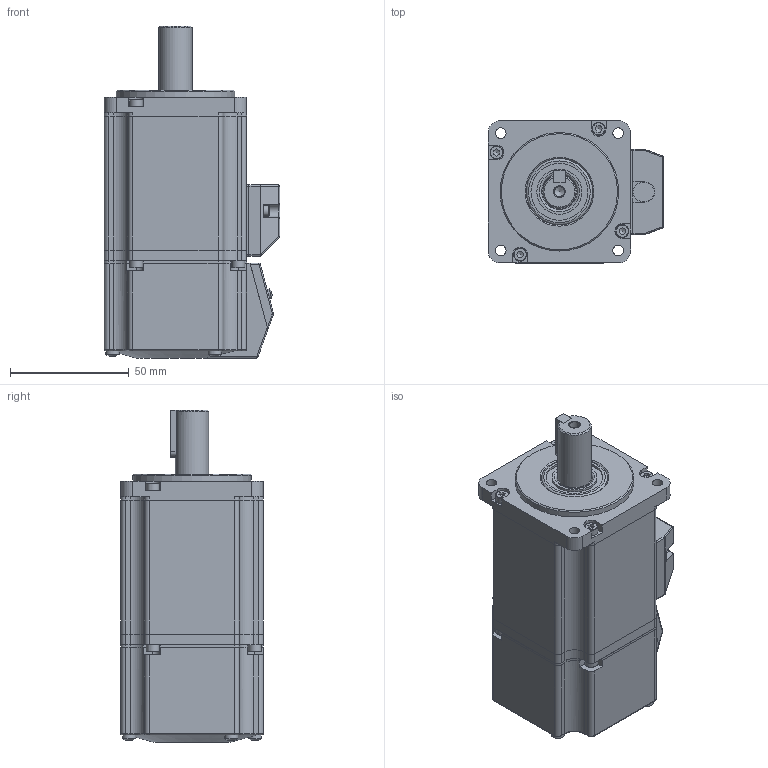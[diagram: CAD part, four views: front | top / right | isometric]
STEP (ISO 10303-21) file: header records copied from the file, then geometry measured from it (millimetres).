
FILE_DESCRIPTION(/* description */ (''),/* implementation_level */ '2;1');
FILE_NAME(/* name */ 'APBA60M048030-E.stp',/* time_stamp */ '2020-01-15T07:57:49+01:00',/* author */ ('angelika.schneid'),/* organization */ (''),/* preprocessor_version */ 'ST-DEVELOPER v17.2',/* originating_system */ 'Autodesk Inventor 2019',/* authorisation */ '');
FILE_SCHEMA (('AUTOMOTIVE_DESIGN { 1 0 10303 214 3 1 1 }'));
Length unit declared in the file: millimetre
Products named in the file (1): APBA60M048030-E_vereinfacht_Shrinkwrap_1
Bounding box: 74 x 60 x 140 mm (x, y, z)
Volume: 160057.1 mm3; surface area: 99347.9 mm2
Topology: 30 solids, 69 shells, 1633 faces, 4442 edges, 2970 vertices
Faces by surface type: plane 1144, cylinder 364, torus 63, cone 40, sphere 22
Full cylindrical faces by diameter (mm): 1.6 x2, 1.8 x2, 2.05 x6, 2.2 x2, 2.5 x30, 2.7 x5, 2.8 x4, 3 x30, 3.3 x3, 3.4 x16, 4 x5, 4.2 x1, 4.5 x6, 5 x1, 5.5 x8, 5.6 x4, 6 x1, 7 x2, 9.9 x1, 10 x3, 13 x3, 14 x1, 14.5 x1, 15 x2, 17 x1, 18 x1, 19 x1, 21 x1, 22 x2, 24 x1
Entity records: 53873 total; most frequent: CARTESIAN_POINT 9554, DIRECTION 8969, ORIENTED_EDGE 8743, EDGE_CURVE 4422, LINE 3043, VECTOR 3043, VERTEX_POINT 2970, AXIS2_PLACEMENT_3D 2963
